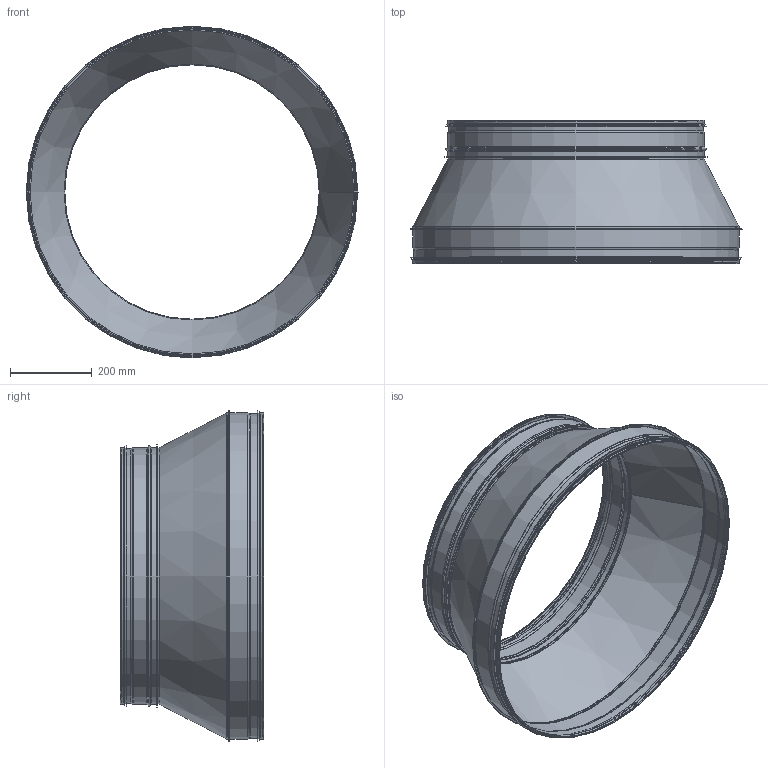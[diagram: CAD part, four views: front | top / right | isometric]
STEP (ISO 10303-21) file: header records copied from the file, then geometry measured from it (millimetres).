
FILE_DESCRIPTION((''),'2;1');
FILE_NAME('HFC_12-11.stp','2014-02-19T13:46:54',(''),(''),'Autodesk Inventor 2013','Autodesk Inventor 2013','');
FILE_SCHEMA(('AUTOMOTIVE_DESIGN { 1 2 10303 214 0 1 1 1 }'));
Length unit declared in the file: millimetre
Products named in the file (8): HFC_12-11; KonFallsadHFC_800-630; StosMedFals-800; StosMedFalsRörämne-800; 999012; HSGMedFals-630; HSGMedFalsRörämne-630; 999011
Assembly tree (7 placements, depth 3):
  HFC_12-11
    KonFallsadHFC_800-630
    StosMedFals-800
      StosMedFalsRörämne-800
      999012
    HSGMedFals-630
      HSGMedFalsRörämne-630
      999011
Bounding box: 813.08 x 350.46 x 813.08 mm (x, y, z)
Volume: 677582 mm3; surface area: 2149295.9 mm2
Topology: 5 solids, 5 shells, 208 faces, 406 edges, 214 vertices
Faces by surface type: plane 106, torus 50, cylinder 34, cone 18
Full cylindrical faces by diameter (mm): 622.9 x1, 623.9 x1, 625.1 x1, 627.5 x1, 627.7 x6, 628.7 x4, 631.7 x1, 634.1 x1, 639.1 x1, 642.7 x1, 792.85 x1, 793.85 x1, 795.05 x1, 797.45 x1, 797.65 x5, 798.65 x3, 801.65 x1, 804.05 x1, 809.05 x1, 809.65 x1
Entity records: 5497 total; most frequent: DIRECTION 1026, CARTESIAN_POINT 815, ORIENTED_EDGE 756, AXIS2_PLACEMENT_3D 425, EDGE_CURVE 378, EDGE_LOOP 246, VERTEX_POINT 214, STYLED_ITEM 213
